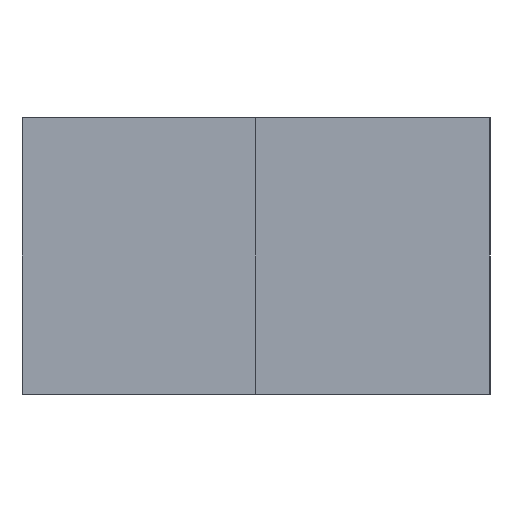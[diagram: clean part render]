
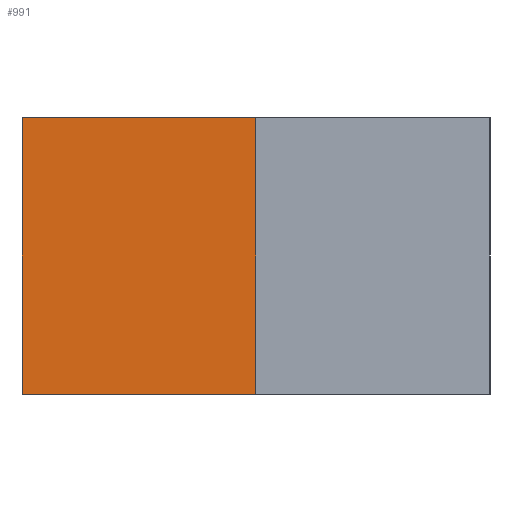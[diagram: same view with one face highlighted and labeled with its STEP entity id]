
A CAD part, left-side view. The second image highlights one B-rep face of the part: STEP entity #991.
In plain terms, the highlighted planar face has unit normal (-1, 0, 0).
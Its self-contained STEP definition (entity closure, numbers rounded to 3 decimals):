
#356=CARTESIAN_POINT('',(-902.,212.601,37.1));
#357=VERTEX_POINT('',#356);
#364=CARTESIAN_POINT('',(-902.,204.975,37.1));
#365=VERTEX_POINT('',#364);
#366=CARTESIAN_POINT('',(-902.,212.601,37.1));
#367=DIRECTION('',(0.,-1.,0.));
#368=VECTOR('',#367,7.626);
#369=LINE('',#366,#368);
#370=EDGE_CURVE('',#357,#365,#369,.T.);
#606=CARTESIAN_POINT('',(-902.,204.975,28.1));
#607=VERTEX_POINT('',#606);
#614=CARTESIAN_POINT('',(-902.,212.601,28.1));
#615=VERTEX_POINT('',#614);
#616=CARTESIAN_POINT('',(-902.,212.601,28.1));
#617=DIRECTION('',(0.,-1.,0.));
#618=VECTOR('',#617,7.626);
#619=LINE('',#616,#618);
#620=EDGE_CURVE('',#615,#607,#619,.T.);
#970=CARTESIAN_POINT('',(-902.,211.351,12.6));
#971=DIRECTION('',(-1.,-0.,0.));
#972=DIRECTION('',(0.,-1.,0.));
#973=AXIS2_PLACEMENT_3D('',#970,#971,#972);
#974=PLANE('',#973);
#975=ORIENTED_EDGE('',*,*,#620,.T.);
#976=CARTESIAN_POINT('',(-902.,204.975,28.1));
#977=DIRECTION('',(0.,0.,1.));
#978=VECTOR('',#977,9.);
#979=LINE('',#976,#978);
#980=EDGE_CURVE('',#607,#365,#979,.T.);
#981=ORIENTED_EDGE('',*,*,#980,.T.);
#982=ORIENTED_EDGE('',*,*,#370,.F.);
#983=CARTESIAN_POINT('',(-902.,212.601,28.1));
#984=DIRECTION('',(0.,0.,1.));
#985=VECTOR('',#984,9.);
#986=LINE('',#983,#985);
#987=EDGE_CURVE('',#615,#357,#986,.T.);
#988=ORIENTED_EDGE('',*,*,#987,.F.);
#989=EDGE_LOOP('',(#975,#981,#982,#988));
#990=FACE_BOUND('',#989,.T.);
#991=ADVANCED_FACE('',(#990),#974,.T.);
